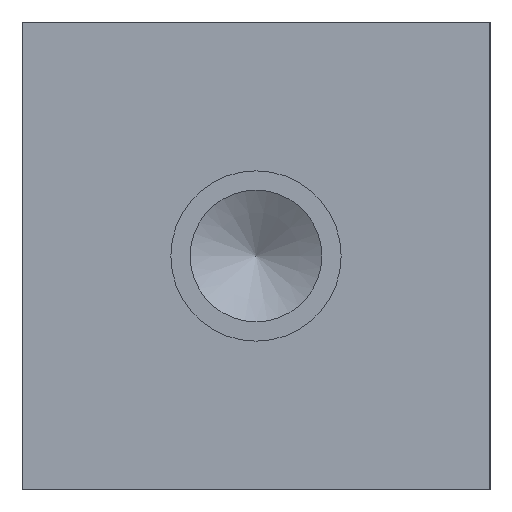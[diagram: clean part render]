
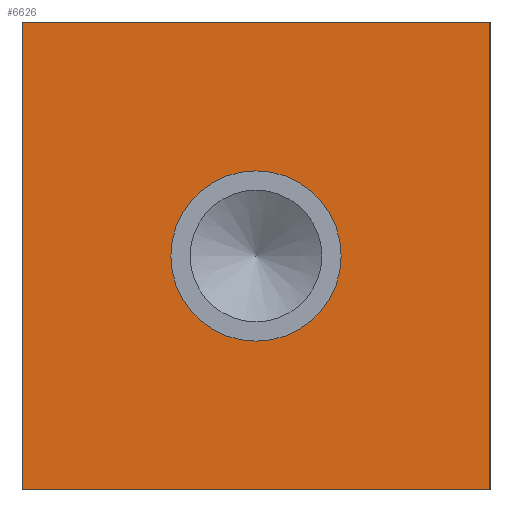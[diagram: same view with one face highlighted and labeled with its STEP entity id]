
A CAD part, left-side view. The second image highlights one B-rep face of the part: STEP entity #6626.
In plain terms, the highlighted planar face has unit normal (-1, 0, 0).
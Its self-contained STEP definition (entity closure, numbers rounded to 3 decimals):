
#100=CIRCLE('',#6947,6.934);
#101=CIRCLE('',#6948,6.934);
#143=FACE_BOUND('',#1079,.T.);
#367=PLANE('',#6950);
#702=FACE_OUTER_BOUND('',#1078,.T.);
#1078=EDGE_LOOP('',(#5887,#5888,#5889,#5890));
#1079=EDGE_LOOP('',(#5891,#5892));
#1348=LINE('',#10114,#2016);
#1752=LINE('',#11210,#2420);
#1753=LINE('',#11211,#2421);
#1754=LINE('',#11212,#2422);
#2016=VECTOR('',#7352,10.);
#2420=VECTOR('',#8228,10.);
#2421=VECTOR('',#8229,10.);
#2422=VECTOR('',#8230,10.);
#2876=VERTEX_POINT('',#10107);
#2879=VERTEX_POINT('',#10112);
#3204=VERTEX_POINT('',#11200);
#3205=VERTEX_POINT('',#11201);
#3206=VERTEX_POINT('',#11208);
#3207=VERTEX_POINT('',#11209);
#3624=EDGE_CURVE('',#2879,#2876,#1348,.T.);
#4102=EDGE_CURVE('',#3204,#3205,#100,.T.);
#4103=EDGE_CURVE('',#3205,#3204,#101,.T.);
#4106=EDGE_CURVE('',#3206,#3207,#1752,.T.);
#4107=EDGE_CURVE('',#3207,#2876,#1753,.T.);
#4108=EDGE_CURVE('',#3206,#2879,#1754,.T.);
#5887=ORIENTED_EDGE('',*,*,#4106,.T.);
#5888=ORIENTED_EDGE('',*,*,#4107,.T.);
#5889=ORIENTED_EDGE('',*,*,#3624,.F.);
#5890=ORIENTED_EDGE('',*,*,#4108,.F.);
#5891=ORIENTED_EDGE('',*,*,#4102,.T.);
#5892=ORIENTED_EDGE('',*,*,#4103,.T.);
#6626=ADVANCED_FACE('',(#702,#143),#367,.T.);
#6947=AXIS2_PLACEMENT_3D('',#11202,#8218,#8219);
#6948=AXIS2_PLACEMENT_3D('',#11203,#8220,#8221);
#6950=AXIS2_PLACEMENT_3D('',#11207,#8226,#8227);
#7352=DIRECTION('',(0.,-1.,0.));
#8218=DIRECTION('center_axis',(1.,0.,0.));
#8219=DIRECTION('ref_axis',(0.,1.,0.));
#8220=DIRECTION('center_axis',(1.,0.,0.));
#8221=DIRECTION('ref_axis',(0.,1.,0.));
#8226=DIRECTION('center_axis',(-1.,0.,0.));
#8227=DIRECTION('ref_axis',(0.,-1.,0.));
#8228=DIRECTION('',(0.,-1.,0.));
#8229=DIRECTION('',(0.,0.,1.));
#8230=DIRECTION('',(0.,0.,1.));
#10107=CARTESIAN_POINT('',(0.,0.,38.1));
#10112=CARTESIAN_POINT('',(0.,38.1,38.1));
#10114=CARTESIAN_POINT('',(0.,38.1,38.1));
#11200=CARTESIAN_POINT('',(0.,25.984,19.05));
#11201=CARTESIAN_POINT('',(0.,12.116,19.05));
#11202=CARTESIAN_POINT('Origin',(0.,19.05,19.05));
#11203=CARTESIAN_POINT('Origin',(0.,19.05,19.05));
#11207=CARTESIAN_POINT('Origin',(0.,38.1,0.));
#11208=CARTESIAN_POINT('',(0.,38.1,0.));
#11209=CARTESIAN_POINT('',(0.,0.,0.));
#11210=CARTESIAN_POINT('',(0.,38.1,0.));
#11211=CARTESIAN_POINT('',(0.,0.,0.));
#11212=CARTESIAN_POINT('',(0.,38.1,0.));
